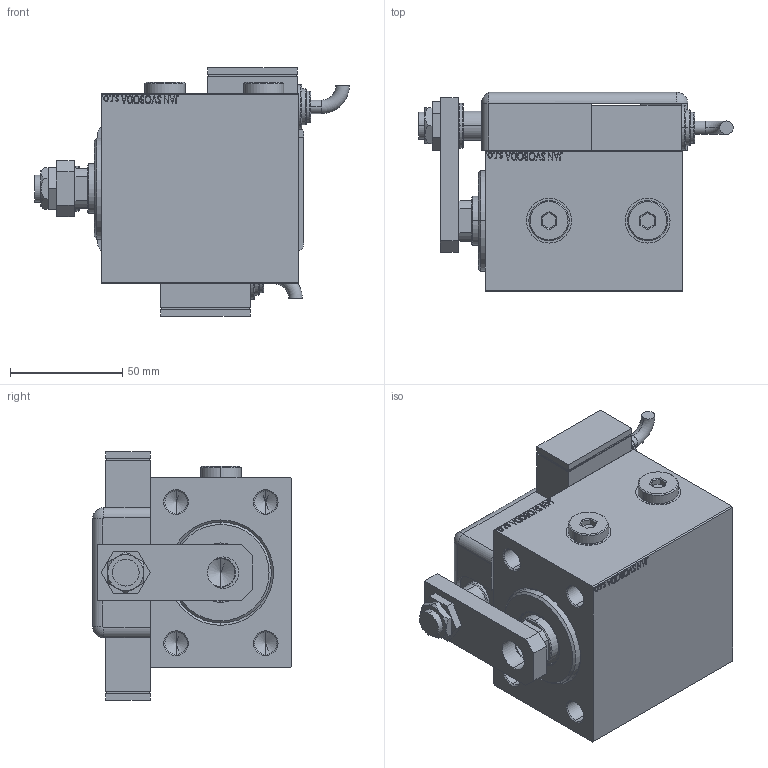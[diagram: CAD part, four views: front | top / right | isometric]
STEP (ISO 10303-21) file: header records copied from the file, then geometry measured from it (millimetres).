
FILE_DESCRIPTION (( 'STEP AP203' ), '1' );
FILE_NAME ('7296.STEP', '2024-11-13T12:48:16', ( '' ), ( '' ), 'SwSTEP 2.0', 'SolidWorks 2019', '' );
FILE_SCHEMA (( 'CONFIG_CONTROL_DESIGN' ));
Length unit declared in the file: millimetre
Products named in the file (14): V450CM_VC_B cf6ab14f0e9f1541986cfb7db88ed7af; TYC cf6ab14f0e9f1541986cfb7db88ed7af; SWITCH_Q_FRONT_BACK cf6ab14f0e9f1541986cfb7db88ed7af; ZARAZKA_Q cf6ab14f0e9f1541986cfb7db88ed7af; MAGNETIC SWITCH Q cf6ab14f0e9f1541986cfb7db88ed7af; NUT_D13 cf6ab14f0e9f1541986cfb7db88ed7af; V450CM_B_Body cf6ab14f0e9f1541986cfb7db88ed7af; KRYT cf6ab14f0e9f1541986cfb7db88ed7af; SWITCH DIM A_G cf6ab14f0e9f1541986cfb7db88ed7af; 7296; SWITCH Q cf6ab14f0e9f1541986cfb7db88ed7af; NUT_D19 cf6ab14f0e9f1541986cfb7db88ed7af; Zatka_OIL_PORT cf6ab14f0e9f1541986cfb7db88ed7af; V450CM_B_VCP cf6ab14f0e9f1541986cfb7db88ed7af
Assembly tree (15 placements, depth 3):
  7296
    V450CM_B_Body cf6ab14f0e9f1541986cfb7db88ed7af
    V450CM_B_VCP cf6ab14f0e9f1541986cfb7db88ed7af
    V450CM_VC_B cf6ab14f0e9f1541986cfb7db88ed7af
    MAGNETIC SWITCH Q cf6ab14f0e9f1541986cfb7db88ed7af
      SWITCH_Q_FRONT_BACK cf6ab14f0e9f1541986cfb7db88ed7af
      TYC cf6ab14f0e9f1541986cfb7db88ed7af
      ZARAZKA_Q cf6ab14f0e9f1541986cfb7db88ed7af
      SWITCH DIM A_G cf6ab14f0e9f1541986cfb7db88ed7af
      NUT_D19 cf6ab14f0e9f1541986cfb7db88ed7af
      NUT_D13 cf6ab14f0e9f1541986cfb7db88ed7af
      KRYT cf6ab14f0e9f1541986cfb7db88ed7af
      SWITCH Q cf6ab14f0e9f1541986cfb7db88ed7af  x2
    Zatka_OIL_PORT cf6ab14f0e9f1541986cfb7db88ed7af  x2
Bounding box: 140.46 x 88.8 x 111 mm (x, y, z)
Volume: 569247 mm3; surface area: 123211.9 mm2
Topology: 15 solids, 15 shells, 1319 faces, 3326 edges, 2171 vertices
Faces by surface type: plane 641, bspline 471, cylinder 125, cone 58, torus 22, sphere 2
Entity records: 61354 total; most frequent: CARTESIAN_POINT 32521, ORIENTED_EDGE 6344, DIRECTION 4116, EDGE_CURVE 3172, VERTEX_POINT 2087, VECTOR 1900, LINE 1900, EDGE_LOOP 1433
